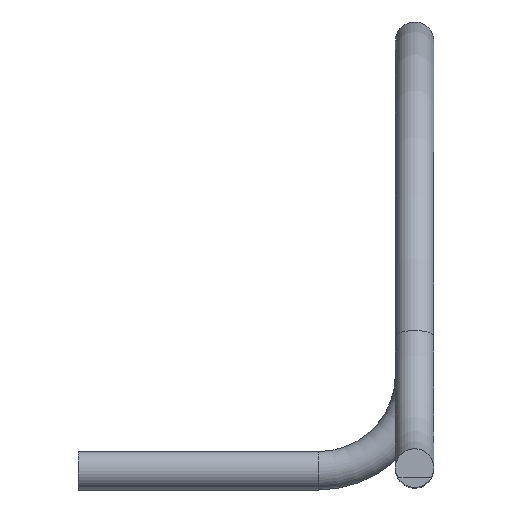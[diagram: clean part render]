
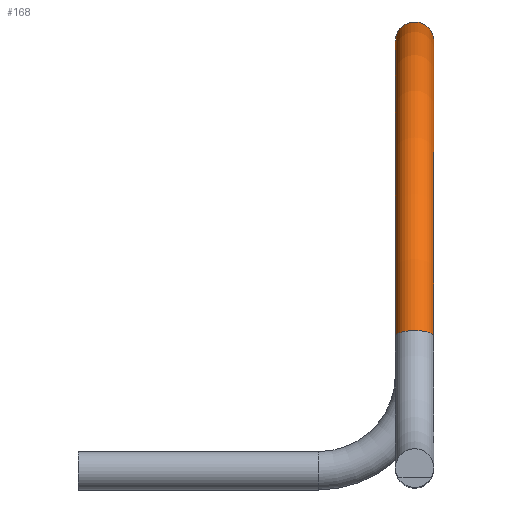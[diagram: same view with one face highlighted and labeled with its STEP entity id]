
A CAD part, top view. The second image highlights one B-rep face of the part: STEP entity #168.
In plain terms, the highlighted toroidal (fillet/blend) face has major radius 44.653 mm and minor radius 2 mm.
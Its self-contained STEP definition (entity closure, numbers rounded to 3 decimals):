
#15=B_SPLINE_CURVE_WITH_KNOTS('',3,(#308,#309,#310,#311,#312,#313,#314,
#315,#316,#317,#318,#319,#320,#321),.UNSPECIFIED.,.F.,.F.,(4,2,2,2,2,2,
4),(0.314,0.325,0.39,0.468,
0.548,0.628,0.63),.UNSPECIFIED.);
#16=B_SPLINE_CURVE_WITH_KNOTS('',3,(#322,#323,#324,#325,#326,#327,#328,
#329,#330,#331,#332,#333,#334,#335,#336,#337),.UNSPECIFIED.,.F.,.F.,(4,
2,2,2,2,2,2,4),(-0.002,0.,0.065,
0.134,0.214,0.256,0.288,
0.314),.UNSPECIFIED.);
#18=TOROIDAL_SURFACE('',#204,44.653,2.);
#33=CIRCLE('',#200,2.);
#35=CIRCLE('',#205,42.653);
#36=CIRCLE('',#206,2.);
#37=CIRCLE('',#207,2.);
#47=FACE_OUTER_BOUND('',#58,.T.);
#58=EDGE_LOOP('',(#140,#141,#142,#143,#144,#145,#146));
#82=VERTEX_POINT('',#299);
#83=VERTEX_POINT('',#300);
#84=VERTEX_POINT('',#307);
#85=VERTEX_POINT('',#340);
#86=VERTEX_POINT('',#342);
#102=EDGE_CURVE('',#83,#82,#33,.T.);
#104=EDGE_CURVE('',#84,#82,#15,.T.);
#105=EDGE_CURVE('',#83,#84,#16,.T.);
#106=EDGE_CURVE('',#84,#85,#35,.T.);
#107=EDGE_CURVE('',#85,#86,#36,.T.);
#108=EDGE_CURVE('',#86,#85,#37,.T.);
#140=ORIENTED_EDGE('',*,*,#105,.T.);
#141=ORIENTED_EDGE('',*,*,#106,.T.);
#142=ORIENTED_EDGE('',*,*,#107,.T.);
#143=ORIENTED_EDGE('',*,*,#108,.T.);
#144=ORIENTED_EDGE('',*,*,#106,.F.);
#145=ORIENTED_EDGE('',*,*,#104,.T.);
#146=ORIENTED_EDGE('',*,*,#102,.F.);
#168=ADVANCED_FACE('',(#47),#18,.T.);
#200=AXIS2_PLACEMENT_3D('',#304,#249,#250);
#204=AXIS2_PLACEMENT_3D('',#339,#257,#258);
#205=AXIS2_PLACEMENT_3D('',#341,#259,#260);
#206=AXIS2_PLACEMENT_3D('',#343,#261,#262);
#207=AXIS2_PLACEMENT_3D('',#344,#263,#264);
#249=DIRECTION('center_axis',(0.,-0.975,-0.224));
#250=DIRECTION('ref_axis',(1.,0.,0.));
#257=DIRECTION('center_axis',(-1.,0.,0.));
#258=DIRECTION('ref_axis',(0.,0.,1.));
#259=DIRECTION('center_axis',(1.,0.,0.));
#260=DIRECTION('ref_axis',(0.,0.,1.));
#261=DIRECTION('center_axis',(0.,0.951,-0.309));
#262=DIRECTION('ref_axis',(1.,0.,0.));
#263=DIRECTION('center_axis',(0.,0.951,-0.309));
#264=DIRECTION('ref_axis',(1.,0.,0.));
#299=CARTESIAN_POINT('',(2.,10.,-140.));
#300=CARTESIAN_POINT('',(-2.,10.,-140.));
#304=CARTESIAN_POINT('Origin',(0.,10.,-140.));
#307=CARTESIAN_POINT('',(0.,9.771,-138.));
#308=CARTESIAN_POINT('Ctrl Pts',(0.,9.771,
-138.));
#309=CARTESIAN_POINT('Ctrl Pts',(0.037,9.77,-138.));
#310=CARTESIAN_POINT('Ctrl Pts',(0.074,9.77,-138.001));
#311=CARTESIAN_POINT('Ctrl Pts',(0.327,9.77,-138.016));
#312=CARTESIAN_POINT('Ctrl Pts',(0.54,9.775,-138.063));
#313=CARTESIAN_POINT('Ctrl Pts',(0.982,9.793,-138.239));
#314=CARTESIAN_POINT('Ctrl Pts',(1.202,9.809,-138.382));
#315=CARTESIAN_POINT('Ctrl Pts',(1.579,9.851,-138.746));
#316=CARTESIAN_POINT('Ctrl Pts',(1.731,9.877,-138.965));
#317=CARTESIAN_POINT('Ctrl Pts',(1.941,9.935,-139.451));
#318=CARTESIAN_POINT('Ctrl Pts',(1.997,9.966,-139.712));
#319=CARTESIAN_POINT('Ctrl Pts',(2.,9.998,-139.984));
#320=CARTESIAN_POINT('Ctrl Pts',(2.,9.999,-139.992));
#321=CARTESIAN_POINT('Ctrl Pts',(2.,10.,-140.));
#322=CARTESIAN_POINT('Ctrl Pts',(-2.,10.,-140.));
#323=CARTESIAN_POINT('Ctrl Pts',(-2.,9.999,-139.994));
#324=CARTESIAN_POINT('Ctrl Pts',(-2.,9.999,-139.988));
#325=CARTESIAN_POINT('Ctrl Pts',(-1.998,9.975,-139.767));
#326=CARTESIAN_POINT('Ctrl Pts',(-1.961,9.952,-139.553));
#327=CARTESIAN_POINT('Ctrl Pts',(-1.818,9.906,-139.134));
#328=CARTESIAN_POINT('Ctrl Pts',(-1.707,9.884,-138.932));
#329=CARTESIAN_POINT('Ctrl Pts',(-1.4,9.84,-138.546));
#330=CARTESIAN_POINT('Ctrl Pts',(-1.195,9.82,-138.373));
#331=CARTESIAN_POINT('Ctrl Pts',(-0.839,9.796,-138.178));
#332=CARTESIAN_POINT('Ctrl Pts',(-0.71,9.789,-138.124));
#333=CARTESIAN_POINT('Ctrl Pts',(-0.471,9.779,-138.053));
#334=CARTESIAN_POINT('Ctrl Pts',(-0.365,9.776,-138.03));
#335=CARTESIAN_POINT('Ctrl Pts',(-0.172,9.772,-138.005));
#336=CARTESIAN_POINT('Ctrl Pts',(-0.086,9.771,-138.));
#337=CARTESIAN_POINT('Ctrl Pts',(0.,9.771,
-138.));
#339=CARTESIAN_POINT('Origin',(0.,0.,-96.481));
#340=CARTESIAN_POINT('',(0.,13.194,-55.921));
#341=CARTESIAN_POINT('Origin',(0.,0.,
-96.481));
#342=CARTESIAN_POINT('',(0.,14.432,-52.117));
#343=CARTESIAN_POINT('Origin',(0.,13.813,-54.019));
#344=CARTESIAN_POINT('Origin',(0.,13.813,-54.019));
